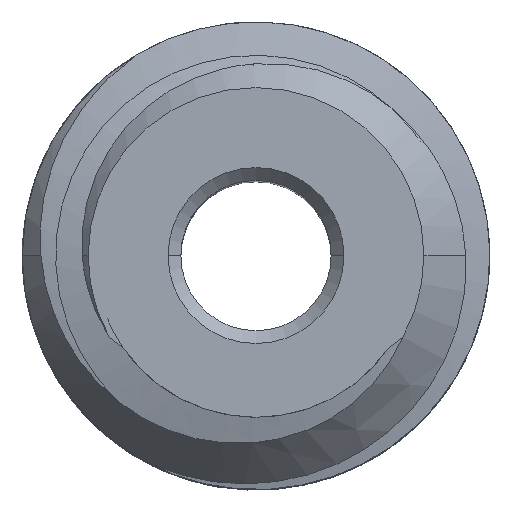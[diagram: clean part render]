
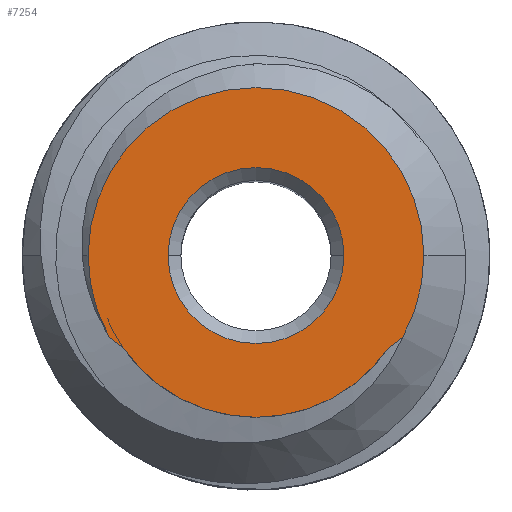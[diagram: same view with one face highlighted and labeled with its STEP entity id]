
A CAD part, top view. The second image highlights one B-rep face of the part: STEP entity #7254.
In plain terms, the highlighted planar face has unit normal (0, 0, 1).
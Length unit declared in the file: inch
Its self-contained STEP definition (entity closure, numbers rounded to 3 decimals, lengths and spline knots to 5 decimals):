
#2619=CARTESIAN_POINT('',(0.,0.,0.406));
#2620=DIRECTION('',(0.,0.,1.));
#2621=DIRECTION('',(0.874,-0.487,0.));
#2622=AXIS2_PLACEMENT_3D('',#2619,#2620,#2621);
#2627=CARTESIAN_POINT('',(0.,0.,0.406));
#2628=DIRECTION('',(0.,0.,1.));
#2629=DIRECTION('',(1.,0.,0.));
#2630=AXIS2_PLACEMENT_3D('',#2627,#2628,#2629);
#2898=CARTESIAN_POINT('',(0.18302,-0.10195,
0.406));
#2899=CARTESIAN_POINT('',(0.18315,-0.10184,
0.406));
#2900=CARTESIAN_POINT('',(0.18295,-0.10202,
0.406));
#2901=CARTESIAN_POINT('',(0.18012,-0.10436,
0.406));
#2902=CARTESIAN_POINT('',(0.17794,-0.1061,
0.406));
#2903=CARTESIAN_POINT('',(0.17555,-0.10795,
0.406));
#2904=CARTESIAN_POINT('',(0.1732,-0.10971,
0.406));
#2905=CARTESIAN_POINT('',(0.1708,-0.11146,
0.406));
#2906=CARTESIAN_POINT('',(0.16839,-0.11315,
0.406));
#2907=CARTESIAN_POINT('',(0.16676,-0.11426,
0.406));
#2908=CARTESIAN_POINT('',(0.16595,-0.11481,
0.406));
#2913=CARTESIAN_POINT('',(-0.16595,-0.1148,
0.406));
#2914=CARTESIAN_POINT('',(-0.16591,-0.11483,
0.406));
#2915=CARTESIAN_POINT('',(-0.16629,-0.11458,
0.406));
#2916=CARTESIAN_POINT('',(-0.1692,-0.11259,
0.406));
#2917=CARTESIAN_POINT('',(-0.17145,-0.11099,0.406));
#2918=CARTESIAN_POINT('',(-0.17384,-0.10924,0.406));
#2919=CARTESIAN_POINT('',(-0.17616,-0.10748,
0.406));
#2920=CARTESIAN_POINT('',(-0.17848,-0.10567,
0.406));
#2921=CARTESIAN_POINT('',(-0.18076,-0.10384,
0.406));
#2922=CARTESIAN_POINT('',(-0.18227,-0.10258,
0.406));
#2923=CARTESIAN_POINT('',(-0.18302,-0.10195,
0.406));
#2928=CARTESIAN_POINT('',(0.,0.,0.406));
#2929=DIRECTION('',(0.,0.,1.));
#2930=DIRECTION('',(-1.,0.,0.));
#2931=AXIS2_PLACEMENT_3D('',#2928,#2929,#2930);
#2936=CARTESIAN_POINT('',(0.,0.,0.406));
#2937=DIRECTION('',(0.,0.,1.));
#2938=DIRECTION('',(1.,0.,0.));
#2939=AXIS2_PLACEMENT_3D('',#2936,#2937,#2938);
#2944=CARTESIAN_POINT('',(0.,0.,0.406));
#2945=DIRECTION('',(0.,0.,1.));
#2946=DIRECTION('',(-1.,0.,0.));
#2947=AXIS2_PLACEMENT_3D('',#2944,#2945,#2946);
#3006=CARTESIAN_POINT('',(-0.16595,-0.1148,
0.406));
#3011=CARTESIAN_POINT('',(0.,0.,0.406));
#3012=DIRECTION('',(0.,0.,1.));
#3013=DIRECTION('',(-0.822,-0.569,0.));
#3014=AXIS2_PLACEMENT_3D('',#3011,#3012,#3013);
#4166=CARTESIAN_POINT('',(0.2095,0.,0.406));
#4167=CARTESIAN_POINT('',(-0.2095,0.,0.406));
#4168=VERTEX_POINT('',#4166);
#4169=VERTEX_POINT('',#4167);
#4170=CARTESIAN_POINT('',(-0.18302,-0.10195,
0.406));
#4171=VERTEX_POINT('',#4170);
#4187=VERTEX_POINT('',#3006);
#4230=CARTESIAN_POINT('',(-0.10975,0.,0.406));
#4231=CARTESIAN_POINT('',(0.10975,0.,0.406));
#4232=VERTEX_POINT('',#4230);
#4233=VERTEX_POINT('',#4231);
#4251=CARTESIAN_POINT('',(0.18302,-0.10195,
0.406));
#4252=VERTEX_POINT('',#4251);
#4257=VERTEX_POINT('',#2908);
#7232=CARTESIAN_POINT('',(0.,0.,0.406));
#7233=DIRECTION('',(0.,0.,-1.));
#7234=DIRECTION('',(-1.,0.,0.));
#7235=AXIS2_PLACEMENT_3D('',#7232,#7233,#7234);
#7236=PLANE('',#7235);
#7238=ORIENTED_EDGE('',*,*,#7237,.F.);
#7239=ORIENTED_EDGE('',*,*,#7220,.F.);
#7240=ORIENTED_EDGE('',*,*,#7210,.F.);
#7241=ORIENTED_EDGE('',*,*,#5190,.T.);
#7243=ORIENTED_EDGE('',*,*,#7242,.F.);
#7245=ORIENTED_EDGE('',*,*,#7244,.T.);
#7246=EDGE_LOOP('',(#7238,#7239,#7240,#7241,#7243,#7245));
#7247=FACE_OUTER_BOUND('',#7246,.F.);
#7249=ORIENTED_EDGE('',*,*,#7248,.T.);
#7251=ORIENTED_EDGE('',*,*,#7250,.T.);
#7252=EDGE_LOOP('',(#7249,#7251));
#7253=FACE_BOUND('',#7252,.F.);
#2623=CIRCLE('',#2622,0.2095);
#2631=CIRCLE('',#2630,0.2095);
#2909=B_SPLINE_CURVE_WITH_KNOTS('',3,(#2898,#2899,#2900,#2901,#2902,#2903,#2904,
#2905,#2906,#2907,#2908),.UNSPECIFIED.,.F.,.F.,(4,1,1,1,1,1,1,1,4),(0.,
0.125,0.25,0.375,0.5,0.625,0.75,0.875,1.),.UNSPECIFIED.);
#2924=B_SPLINE_CURVE_WITH_KNOTS('',3,(#2913,#2914,#2915,#2916,#2917,#2918,#2919,
#2920,#2921,#2922,#2923),.UNSPECIFIED.,.F.,.F.,(4,1,1,1,1,1,1,1,4),(0.,
0.125,0.25,0.375,0.5,0.625,0.75,0.875,1.),.UNSPECIFIED.);
#2932=CIRCLE('',#2931,0.10975);
#2940=CIRCLE('',#2939,0.10975);
#2948=CIRCLE('',#2947,0.2095);
#3015=CIRCLE('',#3014,0.20179);
#5190=EDGE_CURVE('',#4252,#4257,#2909,.T.);
#7210=EDGE_CURVE('',#4252,#4168,#2623,.T.);
#7220=EDGE_CURVE('',#4168,#4169,#2631,.T.);
#7237=EDGE_CURVE('',#4169,#4171,#2948,.T.);
#7242=EDGE_CURVE('',#4187,#4257,#3015,.T.);
#7244=EDGE_CURVE('',#4187,#4171,#2924,.T.);
#7248=EDGE_CURVE('',#4232,#4233,#2932,.T.);
#7250=EDGE_CURVE('',#4233,#4232,#2940,.T.);
#7254=ADVANCED_FACE('',(#7247,#7253),#7236,.F.);
